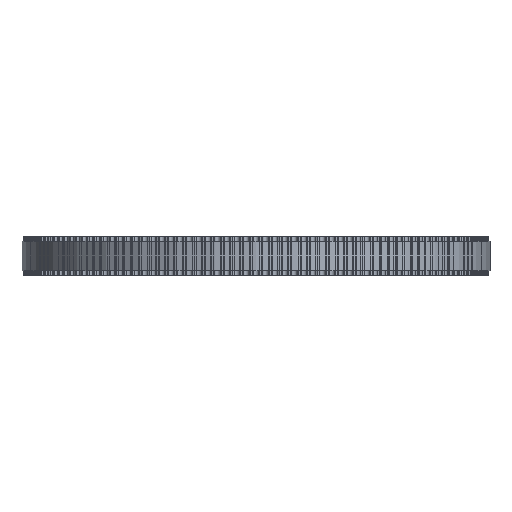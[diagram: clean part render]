
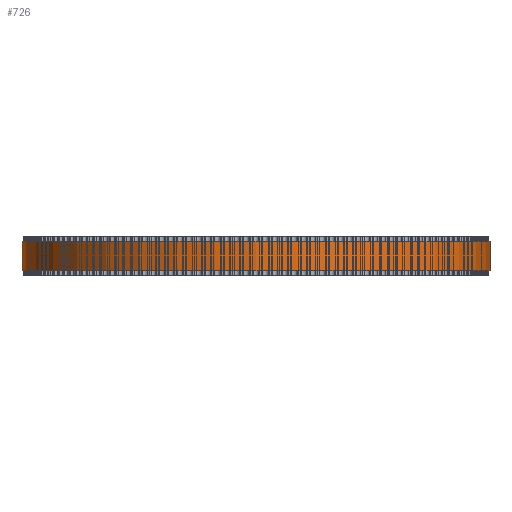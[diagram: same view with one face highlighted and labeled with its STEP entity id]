
A CAD part, front view. The second image highlights one B-rep face of the part: STEP entity #726.
In plain terms, the highlighted cylindrical face has radius 48.065 mm (diameter 96.13 mm), a full revolution.
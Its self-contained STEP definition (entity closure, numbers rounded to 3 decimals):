
#97=FACE_BOUND('',#2544,.T.);
#98=FACE_BOUND('',#2545,.T.);
#726=ADVANCED_FACE('',(#97,#98),#1331,.T.);
#1331=CYLINDRICAL_SURFACE('',#13431,48.065);
#2544=EDGE_LOOP('',(#7378));
#2545=EDGE_LOOP('',(#7379));
#7378=ORIENTED_EDGE('',*,*,#10402,.T.);
#7379=ORIENTED_EDGE('',*,*,#10403,.T.);
#8588=VERTEX_POINT('',#21300);
#8589=VERTEX_POINT('',#21302);
#10402=EDGE_CURVE('',#8588,#8588,#11612,.T.);
#10403=EDGE_CURVE('',#8589,#8589,#11613,.T.);
#11612=CIRCLE('',#13429,48.065);
#11613=CIRCLE('',#13430,48.065);
#13429=AXIS2_PLACEMENT_3D('',#21299,#17666,#17667);
#13430=AXIS2_PLACEMENT_3D('',#21301,#17668,#17669);
#13431=AXIS2_PLACEMENT_3D('',#21303,#17670,#17671);
#17666=DIRECTION('',(0.,0.,1.));
#17667=DIRECTION('',(1.,0.,0.));
#17668=DIRECTION('',(0.,0.,-1.));
#17669=DIRECTION('',(1.,0.,0.));
#17670=DIRECTION('',(0.,0.,1.));
#17671=DIRECTION('',(1.,0.,0.));
#21299=CARTESIAN_POINT('',(0.,0.,1.));
#21300=CARTESIAN_POINT('',(48.065,0.,1.));
#21301=CARTESIAN_POINT('',(0.,0.,7.));
#21302=CARTESIAN_POINT('',(48.065,0.,7.));
#21303=CARTESIAN_POINT('',(0.,0.,1.));
